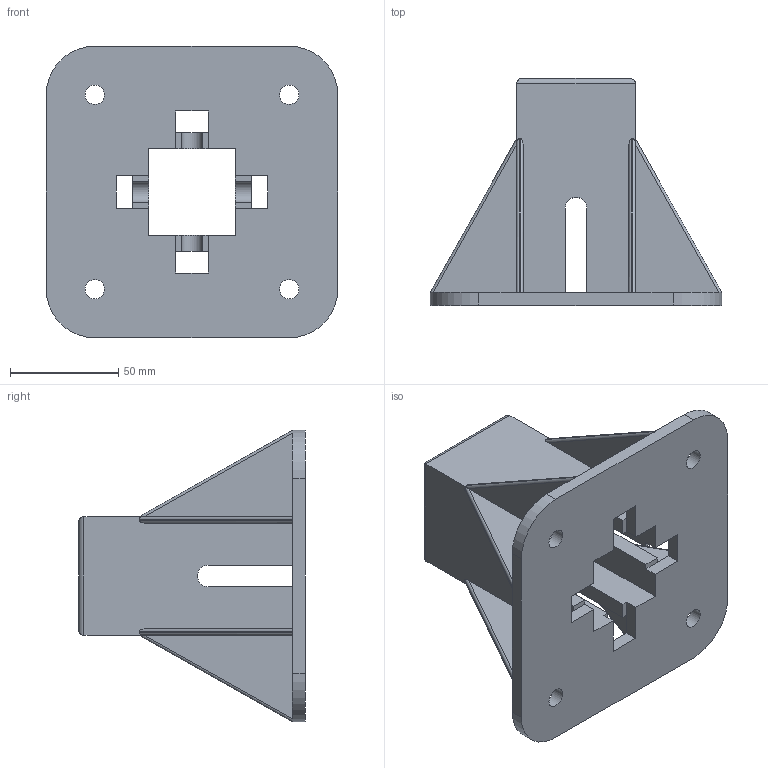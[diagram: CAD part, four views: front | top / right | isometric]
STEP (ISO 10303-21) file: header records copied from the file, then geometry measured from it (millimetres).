
FILE_DESCRIPTION(/* description */ ('STEP AP203'),/* implementation_level */ '2;1');
FILE_NAME(/* name */ 'CPDFS0000005.stp',/* time_stamp */ '2018-05-10T12:27:48+02:00',/* author */ ('fzagni'),/* organization */ ('Alusic'),/* preprocessor_version */ 'ST-DEVELOPER v16.1',/* originating_system */ 'Autodesk Inventor 2016',/* authorisation */ '');
FILE_SCHEMA (('AUTOMOTIVE_DESIGN { 1 0 10303 214 3 1 1 }'));
Length unit declared in the file: millimetre
Products named in the file (1): 440000002030
Bounding box: 135 x 105 x 135 mm (x, y, z)
Volume: 251353.8 mm3; surface area: 94058.4 mm2
Topology: 1 solids, 1 shells, 106 faces, 296 edges, 184 vertices
Faces by surface type: plane 74, cylinder 32
Full cylindrical faces by diameter (mm): 9 x4
Entity records: 3380 total; most frequent: ORIENTED_EDGE 584, CARTESIAN_POINT 583, DIRECTION 566, EDGE_CURVE 292, LINE 232, VECTOR 232, VERTEX_POINT 184, AXIS2_PLACEMENT_3D 167
